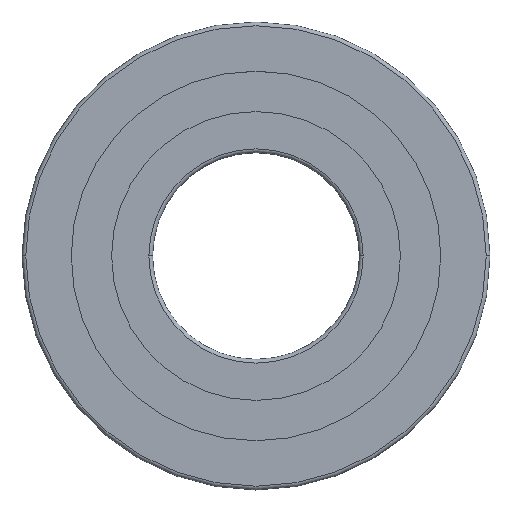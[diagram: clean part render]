
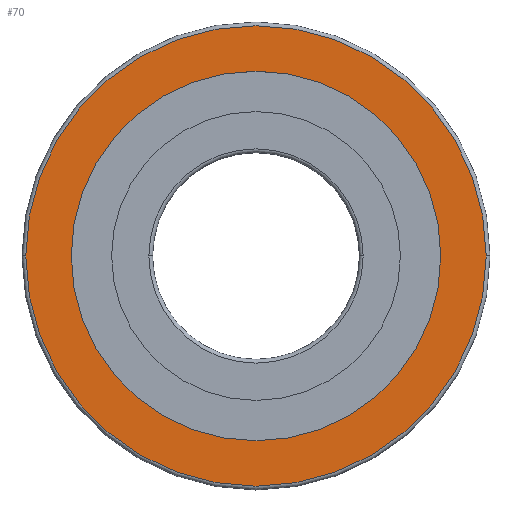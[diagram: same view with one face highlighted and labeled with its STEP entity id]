
A CAD part, top view. The second image highlights one B-rep face of the part: STEP entity #70.
In plain terms, the highlighted planar face has unit normal (0, 0, 1).
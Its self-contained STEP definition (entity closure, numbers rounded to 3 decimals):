
#2 = ORIENTED_EDGE ( 'NONE', *, *, #709, .T. ) ;
#17 = CARTESIAN_POINT ( 'NONE',  ( -15.31, 0., 3.969 ) ) ;
#32 = CARTESIAN_POINT ( 'NONE',  ( 0., 0., 3.969 ) ) ;
#44 = DIRECTION ( 'NONE',  ( 0., 0., 1. ) ) ;
#70 = ADVANCED_FACE ( 'NONE', ( #257, #634 ), #253, .F. ) ;
#108 = ORIENTED_EDGE ( 'NONE', *, *, #262, .F. ) ;
#159 = VERTEX_POINT ( 'NONE', #17 ) ;
#166 = CIRCLE ( 'NONE', #387, 12.288 ) ;
#168 = VERTEX_POINT ( 'NONE', #808 ) ;
#170 = VERTEX_POINT ( 'NONE', #717 ) ;
#185 = DIRECTION ( 'NONE',  ( -1., 0., 0. ) ) ;
#229 = AXIS2_PLACEMENT_3D ( 'NONE', #905, #664, #356 ) ;
#232 = VERTEX_POINT ( 'NONE', #975 ) ;
#253 = PLANE ( 'NONE',  #913 ) ;
#257 = FACE_OUTER_BOUND ( 'NONE', #711, .T. ) ;
#261 = CARTESIAN_POINT ( 'NONE',  ( 0., 0., 3.969 ) ) ;
#262 = EDGE_CURVE ( 'NONE', #168, #232, #762, .T. ) ;
#276 = DIRECTION ( 'NONE',  ( 0., 0., 1. ) ) ;
#343 = DIRECTION ( 'NONE',  ( -1., 0., 0. ) ) ;
#350 = EDGE_CURVE ( 'NONE', #232, #168, #166, .T. ) ;
#356 = DIRECTION ( 'NONE',  ( 1., 0., 0. ) ) ;
#362 = CARTESIAN_POINT ( 'NONE',  ( 0., 0., 3.969 ) ) ;
#387 = AXIS2_PLACEMENT_3D ( 'NONE', #362, #44, #921 ) ;
#475 = CIRCLE ( 'NONE', #643, 15.31 ) ;
#497 = DIRECTION ( 'NONE',  ( 0., 0., -1. ) ) ;
#556 = ORIENTED_EDGE ( 'NONE', *, *, #846, .T. ) ;
#579 = DIRECTION ( 'NONE',  ( 0., 0., 1. ) ) ;
#605 = CIRCLE ( 'NONE', #666, 15.31 ) ;
#634 = FACE_BOUND ( 'NONE', #1008, .T. ) ;
#643 = AXIS2_PLACEMENT_3D ( 'NONE', #32, #276, #829 ) ;
#652 = ORIENTED_EDGE ( 'NONE', *, *, #350, .F. ) ;
#664 = DIRECTION ( 'NONE',  ( 0., 0., 1. ) ) ;
#666 = AXIS2_PLACEMENT_3D ( 'NONE', #261, #579, #185 ) ;
#709 = EDGE_CURVE ( 'NONE', #170, #159, #605, .T. ) ;
#711 = EDGE_LOOP ( 'NONE', ( #556, #2 ) ) ;
#717 = CARTESIAN_POINT ( 'NONE',  ( 15.31, 0., 3.969 ) ) ;
#762 = CIRCLE ( 'NONE', #229, 12.288 ) ;
#802 = CARTESIAN_POINT ( 'NONE',  ( 0., 15.56, 3.969 ) ) ;
#808 = CARTESIAN_POINT ( 'NONE',  ( 12.288, 0., 3.969 ) ) ;
#829 = DIRECTION ( 'NONE',  ( -1., 0., 0. ) ) ;
#846 = EDGE_CURVE ( 'NONE', #159, #170, #475, .T. ) ;
#905 = CARTESIAN_POINT ( 'NONE',  ( 0., 0., 3.969 ) ) ;
#913 = AXIS2_PLACEMENT_3D ( 'NONE', #802, #497, #343 ) ;
#921 = DIRECTION ( 'NONE',  ( 1., 0., 0. ) ) ;
#975 = CARTESIAN_POINT ( 'NONE',  ( -12.288, 0., 3.969 ) ) ;
#1008 = EDGE_LOOP ( 'NONE', ( #108, #652 ) ) ;
